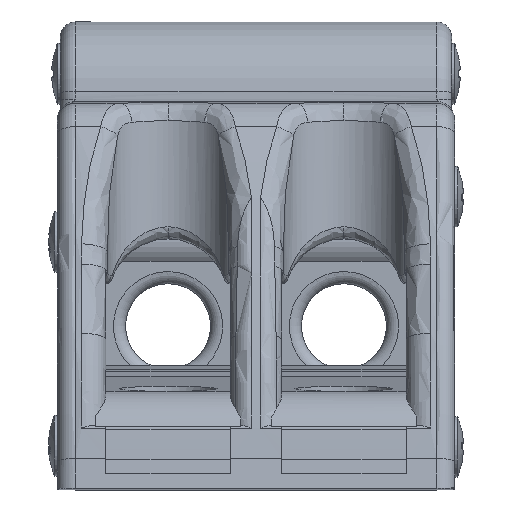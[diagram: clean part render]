
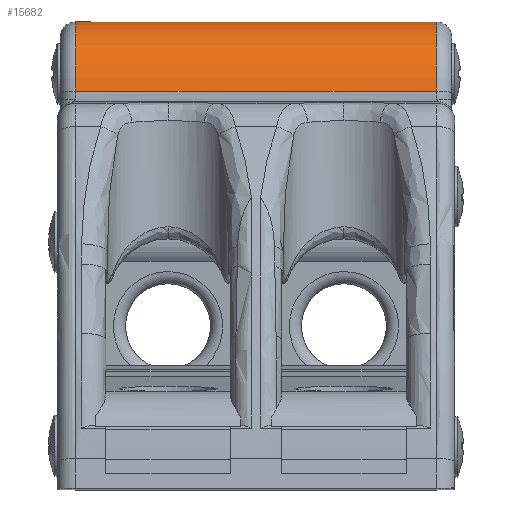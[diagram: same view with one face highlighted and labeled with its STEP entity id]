
A CAD part, top view. The second image highlights one B-rep face of the part: STEP entity #15682.
In plain terms, the highlighted cylindrical face has radius 13.256 mm (diameter 26.513 mm), a partial arc.
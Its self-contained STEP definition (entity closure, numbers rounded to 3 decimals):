
#339=CYLINDRICAL_SURFACE('',#17151,13.256);
#848=LINE('',#30574,#1672);
#849=LINE('',#30576,#1673);
#850=LINE('',#30578,#1674);
#864=LINE('',#30678,#1688);
#865=LINE('',#30680,#1689);
#866=LINE('',#30682,#1690);
#867=LINE('',#30684,#1691);
#868=LINE('',#30686,#1692);
#869=LINE('',#30687,#1693);
#970=LINE('',#31784,#1794);
#971=LINE('',#31786,#1795);
#972=LINE('',#31787,#1796);
#1672=VECTOR('',#19939,9.95);
#1673=VECTOR('',#19940,10.);
#1674=VECTOR('',#19941,9.95);
#1688=VECTOR('',#19965,9.95);
#1689=VECTOR('',#19966,9.95);
#1690=VECTOR('',#19967,10.);
#1691=VECTOR('',#19968,9.95);
#1692=VECTOR('',#19969,9.95);
#1693=VECTOR('',#19970,9.95);
#1794=VECTOR('',#20491,9.95);
#1795=VECTOR('',#20492,9.95);
#1796=VECTOR('',#20493,9.95);
#2438=CIRCLE('',#16350,13.256);
#2902=CIRCLE('',#17152,13.256);
#4018=FACE_OUTER_BOUND('',#4926,.T.);
#4926=EDGE_LOOP('',(#12902,#12903,#12904,#12905,#12906,#12907,#12908,#12909,
#12910,#12911,#12912,#12913,#12914,#12915));
#6201=VERTEX_POINT('',#24000);
#6202=VERTEX_POINT('',#24004);
#6732=VERTEX_POINT('',#30572);
#6733=VERTEX_POINT('',#30573);
#6734=VERTEX_POINT('',#30575);
#6735=VERTEX_POINT('',#30577);
#6758=VERTEX_POINT('',#30677);
#6759=VERTEX_POINT('',#30679);
#6760=VERTEX_POINT('',#30681);
#6761=VERTEX_POINT('',#30683);
#6762=VERTEX_POINT('',#30685);
#6954=VERTEX_POINT('',#31781);
#6955=VERTEX_POINT('',#31783);
#6956=VERTEX_POINT('',#31785);
#7923=EDGE_CURVE('',#6201,#6202,#2438,.T.);
#8768=EDGE_CURVE('',#6732,#6733,#848,.T.);
#8769=EDGE_CURVE('',#6733,#6734,#849,.T.);
#8770=EDGE_CURVE('',#6735,#6734,#850,.T.);
#8794=EDGE_CURVE('',#6201,#6758,#864,.T.);
#8795=EDGE_CURVE('',#6758,#6759,#865,.T.);
#8796=EDGE_CURVE('',#6759,#6760,#866,.T.);
#8797=EDGE_CURVE('',#6761,#6760,#867,.T.);
#8798=EDGE_CURVE('',#6761,#6762,#868,.T.);
#8799=EDGE_CURVE('',#6762,#6732,#869,.T.);
#9081=EDGE_CURVE('',#6955,#6954,#970,.T.);
#9082=EDGE_CURVE('',#6956,#6955,#971,.T.);
#9083=EDGE_CURVE('',#6202,#6956,#972,.T.);
#9084=EDGE_CURVE('',#6954,#6735,#2902,.T.);
#12902=ORIENTED_EDGE('',*,*,#9081,.T.);
#12903=ORIENTED_EDGE('',*,*,#9084,.T.);
#12904=ORIENTED_EDGE('',*,*,#8770,.T.);
#12905=ORIENTED_EDGE('',*,*,#8769,.F.);
#12906=ORIENTED_EDGE('',*,*,#8768,.F.);
#12907=ORIENTED_EDGE('',*,*,#8799,.F.);
#12908=ORIENTED_EDGE('',*,*,#8798,.F.);
#12909=ORIENTED_EDGE('',*,*,#8797,.T.);
#12910=ORIENTED_EDGE('',*,*,#8796,.F.);
#12911=ORIENTED_EDGE('',*,*,#8795,.F.);
#12912=ORIENTED_EDGE('',*,*,#8794,.F.);
#12913=ORIENTED_EDGE('',*,*,#7923,.T.);
#12914=ORIENTED_EDGE('',*,*,#9083,.T.);
#12915=ORIENTED_EDGE('',*,*,#9082,.T.);
#15682=ADVANCED_FACE('',(#4018),#339,.T.);
#16350=AXIS2_PLACEMENT_3D('',#24006,#18494,#18495);
#17151=AXIS2_PLACEMENT_3D('',#31788,#20494,#20495);
#17152=AXIS2_PLACEMENT_3D('',#31789,#20496,#20497);
#18494=DIRECTION('center_axis',(1.,0.,0.));
#18495=DIRECTION('ref_axis',(0.,0.136,0.991));
#19939=DIRECTION('',(1.,0.,0.));
#19940=DIRECTION('',(1.,0.,0.));
#19941=DIRECTION('',(-1.,0.,0.));
#19965=DIRECTION('',(1.,0.,0.));
#19966=DIRECTION('',(1.,0.,0.));
#19967=DIRECTION('',(1.,0.,0.));
#19968=DIRECTION('',(-1.,0.,0.));
#19969=DIRECTION('',(1.,0.,0.));
#19970=DIRECTION('',(1.,0.,0.));
#20491=DIRECTION('',(1.,0.,0.));
#20492=DIRECTION('',(1.,0.,0.));
#20493=DIRECTION('',(1.,0.,0.));
#20494=DIRECTION('center_axis',(1.,0.,0.));
#20495=DIRECTION('ref_axis',(0.,0.136,0.991));
#20496=DIRECTION('center_axis',(-1.,0.,0.));
#20497=DIRECTION('ref_axis',(0.,0.855,-0.518));
#24000=CARTESIAN_POINT('',(-44.262,72.614,2.36));
#24004=CARTESIAN_POINT('',(-44.262,63.081,22.365));
#24006=CARTESIAN_POINT('Origin',(-44.262,61.279,9.232));
#30572=CARTESIAN_POINT('',(-13.738,72.614,2.36));
#30573=CARTESIAN_POINT('',(-13.449,72.614,2.36));
#30574=CARTESIAN_POINT('',(-14.728,72.614,2.36));
#30575=CARTESIAN_POINT('',(13.449,72.614,2.36));
#30576=CARTESIAN_POINT('',(0.,72.614,2.36));
#30577=CARTESIAN_POINT('',(15.262,72.614,2.36));
#30578=CARTESIAN_POINT('',(17.75,72.614,2.36));
#30677=CARTESIAN_POINT('',(-43.,72.614,2.36));
#30678=CARTESIAN_POINT('',(-43.728,72.614,2.36));
#30679=CARTESIAN_POINT('',(-42.449,72.614,2.36));
#30680=CARTESIAN_POINT('',(-43.728,72.614,2.36));
#30681=CARTESIAN_POINT('',(-15.551,72.614,2.36));
#30682=CARTESIAN_POINT('',(-29.,72.614,2.36));
#30683=CARTESIAN_POINT('',(-15.262,72.614,2.36));
#30684=CARTESIAN_POINT('',(-11.25,72.614,2.36));
#30685=CARTESIAN_POINT('',(-14.,72.614,2.36));
#30686=CARTESIAN_POINT('',(-14.728,72.614,2.36));
#30687=CARTESIAN_POINT('',(-14.728,72.614,2.36));
#31781=CARTESIAN_POINT('',(15.262,63.081,22.365));
#31783=CARTESIAN_POINT('',(-13.738,63.081,22.365));
#31784=CARTESIAN_POINT('',(-14.728,63.081,22.365));
#31785=CARTESIAN_POINT('',(-15.262,63.081,22.365));
#31786=CARTESIAN_POINT('',(-14.728,63.081,22.365));
#31787=CARTESIAN_POINT('',(-43.728,63.081,22.365));
#31788=CARTESIAN_POINT('Origin',(-17.75,61.279,9.232));
#31789=CARTESIAN_POINT('Origin',(15.262,61.279,9.232));
